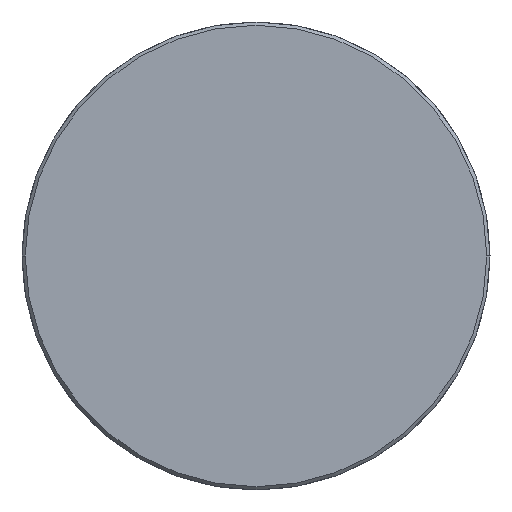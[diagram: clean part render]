
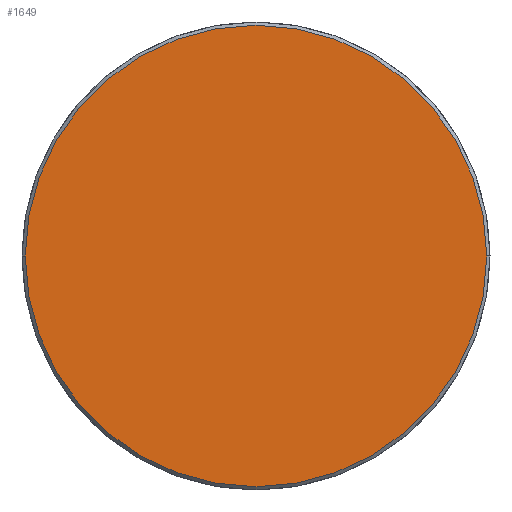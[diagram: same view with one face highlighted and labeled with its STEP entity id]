
A CAD part, left-side view. The second image highlights one B-rep face of the part: STEP entity #1649.
In plain terms, the highlighted planar face has unit normal (-1, 0, 0).
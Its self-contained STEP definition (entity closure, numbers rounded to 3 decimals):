
#74 = CARTESIAN_POINT ( 'NONE',  ( -216.3, 70., 0. ) ) ;
#149 = VERTEX_POINT ( 'NONE', #1797 ) ;
#874 = FACE_OUTER_BOUND ( 'NONE', #1364, .T. ) ;
#958 = ORIENTED_EDGE ( 'NONE', *, *, #2058, .T. ) ;
#1364 = EDGE_LOOP ( 'NONE', ( #1525, #958 ) ) ;
#1525 = ORIENTED_EDGE ( 'NONE', *, *, #3040, .T. ) ;
#1530 = CARTESIAN_POINT ( 'NONE',  ( -216.3, 0., 0. ) ) ;
#1592 = PLANE ( 'NONE',  #2968 ) ;
#1649 = ADVANCED_FACE ( 'NONE', ( #874 ), #1592, .F. ) ;
#1789 = DIRECTION ( 'NONE',  ( 0., 1., 0. ) ) ;
#1797 = CARTESIAN_POINT ( 'NONE',  ( -216.3, -70., 0. ) ) ;
#1808 = DIRECTION ( 'NONE',  ( 1., 0., 0. ) ) ;
#1844 = AXIS2_PLACEMENT_3D ( 'NONE', #1530, #2068, #1789 ) ;
#1949 = CIRCLE ( 'NONE', #3012, 70. ) ;
#2029 = VERTEX_POINT ( 'NONE', #74 ) ;
#2030 = CARTESIAN_POINT ( 'NONE',  ( -216.3, 0., 0. ) ) ;
#2058 = EDGE_CURVE ( 'NONE', #149, #2029, #2687, .T. ) ;
#2068 = DIRECTION ( 'NONE',  ( -1., 0., 0. ) ) ;
#2325 = CARTESIAN_POINT ( 'NONE',  ( -216.3, -70.84, 70.84 ) ) ;
#2687 = CIRCLE ( 'NONE', #1844, 70. ) ;
#2960 = DIRECTION ( 'NONE',  ( 0., 1., 0. ) ) ;
#2968 = AXIS2_PLACEMENT_3D ( 'NONE', #2325, #1808, #3024 ) ;
#2980 = DIRECTION ( 'NONE',  ( -1., 0., 0. ) ) ;
#3012 = AXIS2_PLACEMENT_3D ( 'NONE', #2030, #2980, #2960 ) ;
#3024 = DIRECTION ( 'NONE',  ( 0., 0., -1. ) ) ;
#3040 = EDGE_CURVE ( 'NONE', #2029, #149, #1949, .T. ) ;
